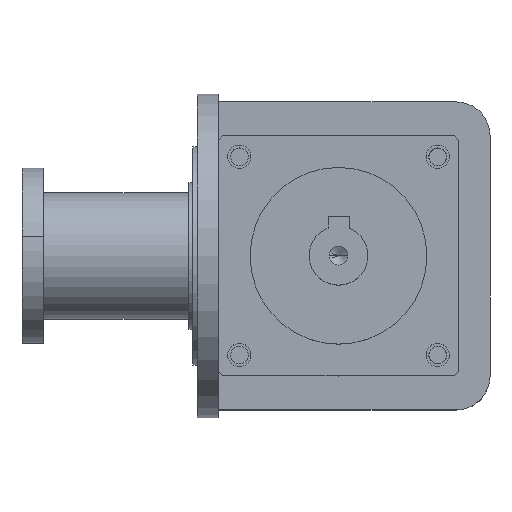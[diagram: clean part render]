
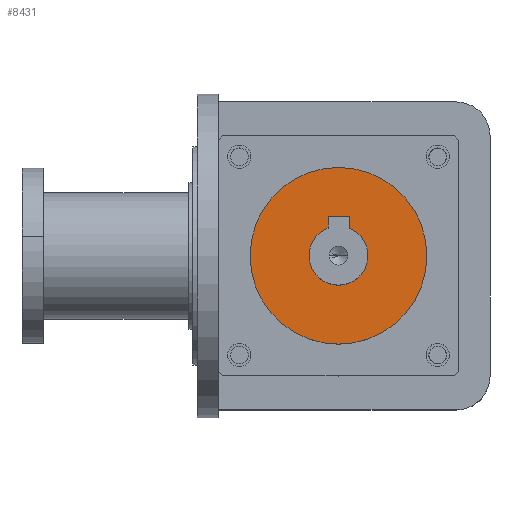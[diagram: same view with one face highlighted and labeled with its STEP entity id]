
A CAD part, top view. The second image highlights one B-rep face of the part: STEP entity #8431.
In plain terms, the highlighted planar face has unit normal (0, 0, 1).
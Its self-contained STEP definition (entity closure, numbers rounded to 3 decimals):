
#141 = AXIS2_PLACEMENT_3D ( 'NONE', #11102, #3554, #2483 ) ;
#334 = DIRECTION ( 'NONE',  ( 0., 0., 1. ) ) ;
#598 = EDGE_CURVE ( 'NONE', #8139, #4290, #7054, .T. ) ;
#607 = DIRECTION ( 'NONE',  ( 0., 0., 1. ) ) ;
#722 = CARTESIAN_POINT ( 'NONE',  ( -36., 36.582, -21. ) ) ;
#739 = CIRCLE ( 'NONE', #141, 7. ) ;
#1644 = CARTESIAN_POINT ( 'NONE',  ( -36., 36.582, -21. ) ) ;
#1768 = AXIS2_PLACEMENT_3D ( 'NONE', #6266, #607, #4466 ) ;
#1785 = EDGE_LOOP ( 'NONE', ( #6364, #8432 ) ) ;
#1798 = EDGE_CURVE ( 'NONE', #11000, #8297, #9814, .T. ) ;
#2183 = EDGE_CURVE ( 'NONE', #4290, #8139, #7817, .T. ) ;
#2483 = DIRECTION ( 'NONE',  ( -1., 0., 0. ) ) ;
#2525 = DIRECTION ( 'NONE',  ( -1., 0., 0. ) ) ;
#2593 = DIRECTION ( 'NONE',  ( -1., 0., 0. ) ) ;
#2657 = AXIS2_PLACEMENT_3D ( 'NONE', #5308, #334, #9122 ) ;
#3292 = CARTESIAN_POINT ( 'NONE',  ( -43., 36.582, -21. ) ) ;
#3412 = PLANE ( 'NONE',  #1768 ) ;
#3554 = DIRECTION ( 'NONE',  ( 0., 0., -1. ) ) ;
#3748 = CARTESIAN_POINT ( 'NONE',  ( -57., 36.582, -21. ) ) ;
#4290 = VERTEX_POINT ( 'NONE', #7224 ) ;
#4345 = FACE_OUTER_BOUND ( 'NONE', #6732, .T. ) ;
#4368 = ORIENTED_EDGE ( 'NONE', *, *, #2183, .T. ) ;
#4466 = DIRECTION ( 'NONE',  ( 0., 1., 0. ) ) ;
#5308 = CARTESIAN_POINT ( 'NONE',  ( -36., 36.582, -21. ) ) ;
#5814 = EDGE_CURVE ( 'NONE', #8297, #11000, #739, .T. ) ;
#6266 = CARTESIAN_POINT ( 'NONE',  ( -36., 36.582, -21. ) ) ;
#6364 = ORIENTED_EDGE ( 'NONE', *, *, #5814, .T. ) ;
#6732 = EDGE_LOOP ( 'NONE', ( #7818, #4368 ) ) ;
#7054 = CIRCLE ( 'NONE', #7672, 21. ) ;
#7224 = CARTESIAN_POINT ( 'NONE',  ( -15., 36.582, -21. ) ) ;
#7672 = AXIS2_PLACEMENT_3D ( 'NONE', #1644, #11330, #2525 ) ;
#7817 = CIRCLE ( 'NONE', #2657, 21. ) ;
#7818 = ORIENTED_EDGE ( 'NONE', *, *, #598, .T. ) ;
#8139 = VERTEX_POINT ( 'NONE', #3748 ) ;
#8297 = VERTEX_POINT ( 'NONE', #3292 ) ;
#8431 = ADVANCED_FACE ( 'NONE', ( #9152, #4345 ), #3412, .T. ) ;
#8432 = ORIENTED_EDGE ( 'NONE', *, *, #1798, .T. ) ;
#9122 = DIRECTION ( 'NONE',  ( -1., 0., 0. ) ) ;
#9152 = FACE_BOUND ( 'NONE', #1785, .T. ) ;
#9814 = CIRCLE ( 'NONE', #10820, 7. ) ;
#10646 = CARTESIAN_POINT ( 'NONE',  ( -29., 36.582, -21. ) ) ;
#10820 = AXIS2_PLACEMENT_3D ( 'NONE', #722, #12199, #2593 ) ;
#11000 = VERTEX_POINT ( 'NONE', #10646 ) ;
#11102 = CARTESIAN_POINT ( 'NONE',  ( -36., 36.582, -21. ) ) ;
#11330 = DIRECTION ( 'NONE',  ( 0., 0., 1. ) ) ;
#12199 = DIRECTION ( 'NONE',  ( 0., 0., -1. ) ) ;
